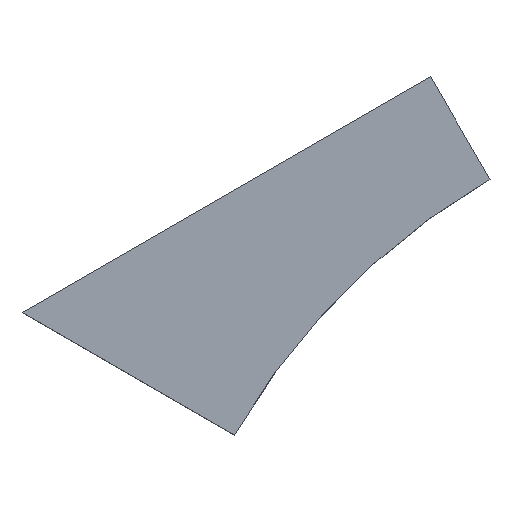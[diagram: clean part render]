
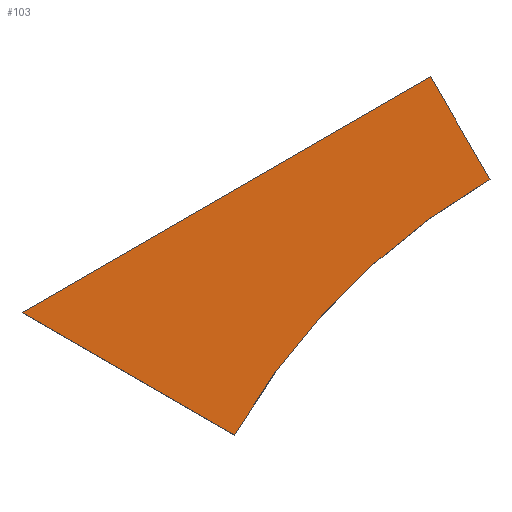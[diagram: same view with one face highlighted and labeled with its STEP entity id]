
A CAD part, top view. The second image highlights one B-rep face of the part: STEP entity #103.
In plain terms, the highlighted planar face has unit normal (0, 0, 1).
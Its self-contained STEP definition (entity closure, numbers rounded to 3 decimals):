
#18=PLANE('',#125);
#24=FACE_OUTER_BOUND('',#30,.T.);
#30=EDGE_LOOP('',(#90,#91,#92,#93));
#35=LINE('',#169,#45);
#38=LINE('',#175,#48);
#41=LINE('',#179,#51);
#45=VECTOR('',#140,10.);
#48=VECTOR('',#145,10.);
#51=VECTOR('',#150,10.);
#53=CIRCLE('',#121,60.);
#56=VERTEX_POINT('',#160);
#57=VERTEX_POINT('',#162);
#59=VERTEX_POINT('',#168);
#61=VERTEX_POINT('',#174);
#64=EDGE_CURVE('',#57,#56,#53,.T.);
#67=EDGE_CURVE('',#59,#57,#35,.T.);
#70=EDGE_CURVE('',#61,#59,#38,.T.);
#73=EDGE_CURVE('',#56,#61,#41,.T.);
#90=ORIENTED_EDGE('',*,*,#73,.T.);
#91=ORIENTED_EDGE('',*,*,#70,.T.);
#92=ORIENTED_EDGE('',*,*,#67,.T.);
#93=ORIENTED_EDGE('',*,*,#64,.T.);
#103=ADVANCED_FACE('',(#24),#18,.T.);
#121=AXIS2_PLACEMENT_3D('',#163,#134,#135);
#125=AXIS2_PLACEMENT_3D('',#180,#151,#152);
#134=DIRECTION('center_axis',(0.,0.,-1.));
#135=DIRECTION('ref_axis',(1.,0.,0.));
#140=DIRECTION('',(0.866,-0.5,0.));
#145=DIRECTION('',(-0.866,-0.5,0.));
#150=DIRECTION('',(-0.5,0.866,0.));
#151=DIRECTION('center_axis',(0.,0.,1.));
#152=DIRECTION('ref_axis',(1.,0.,0.));
#160=CARTESIAN_POINT('',(40.2,11.432,10.));
#162=CARTESIAN_POINT('',(18.238,-10.53,10.));
#163=CARTESIAN_POINT('Origin',(70.2,-40.53,10.));
#168=CARTESIAN_POINT('',(0.,0.,10.));
#169=CARTESIAN_POINT('',(70.2,-40.53,10.));
#174=CARTESIAN_POINT('',(35.1,20.265,10.));
#175=CARTESIAN_POINT('',(35.1,20.265,10.));
#179=CARTESIAN_POINT('',(70.2,-40.53,10.));
#180=CARTESIAN_POINT('Origin',(20.1,4.868,10.));
